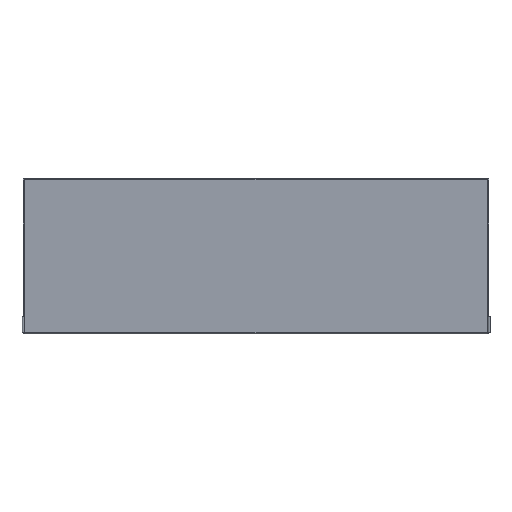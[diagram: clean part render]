
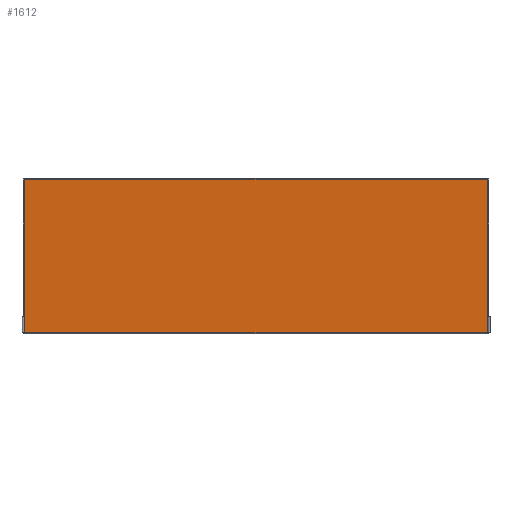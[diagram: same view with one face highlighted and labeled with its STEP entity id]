
A CAD part, top view. The second image highlights one B-rep face of the part: STEP entity #1612.
In plain terms, the highlighted planar face has unit normal (0, -0.087, 0.996).
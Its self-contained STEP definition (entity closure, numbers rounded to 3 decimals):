
#545 = CYLINDRICAL_SURFACE('',#546,1.);
#546 = AXIS2_PLACEMENT_3D('',#547,#548,#549);
#547 = CARTESIAN_POINT('',(2.5,-269.978,-40.901));
#548 = DIRECTION('',(0.,0.996,0.087));
#549 = DIRECTION('',(0.,0.087,-0.996));
#948 = VERTEX_POINT('',#949);
#949 = CARTESIAN_POINT('',(2.5,-269.891,-41.898));
#1035 = VERTEX_POINT('',#1036);
#1036 = CARTESIAN_POINT('',(2.5,-2.413,-18.496));
#1063 = EDGE_CURVE('',#948,#1035,#1064,.T.);
#1064 = SURFACE_CURVE('',#1065,(#1069,#1076),.PCURVE_S1.);
#1065 = LINE('',#1066,#1067);
#1066 = CARTESIAN_POINT('',(2.5,-269.891,-41.898));
#1067 = VECTOR('',#1068,1.);
#1068 = DIRECTION('',(0.,0.996,0.087));
#1069 = PCURVE('',#545,#1070);
#1070 = DEFINITIONAL_REPRESENTATION('',(#1071),#1075);
#1071 = LINE('',#1072,#1073);
#1072 = CARTESIAN_POINT('',(0.,0.));
#1073 = VECTOR('',#1074,1.);
#1074 = DIRECTION('',(0.,1.));
#1075 = ( GEOMETRIC_REPRESENTATION_CONTEXT(2) 
PARAMETRIC_REPRESENTATION_CONTEXT() REPRESENTATION_CONTEXT('2D SPACE',''
  ) );
#1076 = PCURVE('',#1077,#1082);
#1077 = PLANE('',#1078);
#1078 = AXIS2_PLACEMENT_3D('',#1079,#1080,#1081);
#1079 = CARTESIAN_POINT('',(407.,-136.152,-30.197));
#1080 = DIRECTION('',(0.,0.087,-0.996));
#1081 = DIRECTION('',(0.,0.996,0.087));
#1082 = DEFINITIONAL_REPRESENTATION('',(#1083),#1087);
#1083 = LINE('',#1084,#1085);
#1084 = CARTESIAN_POINT('',(-134.25,-404.5));
#1085 = VECTOR('',#1086,1.);
#1086 = DIRECTION('',(1.,0.));
#1087 = ( GEOMETRIC_REPRESENTATION_CONTEXT(2) 
PARAMETRIC_REPRESENTATION_CONTEXT() REPRESENTATION_CONTEXT('2D SPACE',''
  ) );
#1549 = CYLINDRICAL_SURFACE('',#1550,2.5);
#1550 = AXIS2_PLACEMENT_3D('',#1551,#1552,#1553);
#1551 = CARTESIAN_POINT('',(811.5,-269.673,-44.388));
#1552 = DIRECTION('',(-1.,0.,0.));
#1553 = DIRECTION('',(0.,-0.087,0.996));
#1578 = CYLINDRICAL_SURFACE('',#1579,1.);
#1579 = AXIS2_PLACEMENT_3D('',#1580,#1581,#1582);
#1580 = CARTESIAN_POINT('',(814.,-2.5,-17.5));
#1581 = DIRECTION('',(-1.,0.,0.));
#1582 = DIRECTION('',(0.,1.,0.));
#1612 = ADVANCED_FACE('',(#1613),#1077,.F.);
#1613 = FACE_BOUND('',#1614,.F.);
#1614 = EDGE_LOOP('',(#1615,#1638,#1666,#1687));
#1615 = ORIENTED_EDGE('',*,*,#1616,.T.);
#1616 = EDGE_CURVE('',#1035,#1617,#1619,.T.);
#1617 = VERTEX_POINT('',#1618);
#1618 = CARTESIAN_POINT('',(811.5,-2.413,-18.496));
#1619 = SURFACE_CURVE('',#1620,(#1624,#1631),.PCURVE_S1.);
#1620 = LINE('',#1621,#1622);
#1621 = CARTESIAN_POINT('',(2.5,-2.413,-18.496));
#1622 = VECTOR('',#1623,1.);
#1623 = DIRECTION('',(1.,0.,0.));
#1624 = PCURVE('',#1077,#1625);
#1625 = DEFINITIONAL_REPRESENTATION('',(#1626),#1630);
#1626 = LINE('',#1627,#1628);
#1627 = CARTESIAN_POINT('',(134.25,-404.5));
#1628 = VECTOR('',#1629,1.);
#1629 = DIRECTION('',(0.,1.));
#1630 = ( GEOMETRIC_REPRESENTATION_CONTEXT(2) 
PARAMETRIC_REPRESENTATION_CONTEXT() REPRESENTATION_CONTEXT('2D SPACE',''
  ) );
#1631 = PCURVE('',#1578,#1632);
#1632 = DEFINITIONAL_REPRESENTATION('',(#1633),#1637);
#1633 = LINE('',#1634,#1635);
#1634 = CARTESIAN_POINT('',(1.484,811.5));
#1635 = VECTOR('',#1636,1.);
#1636 = DIRECTION('',(-0.,-1.));
#1637 = ( GEOMETRIC_REPRESENTATION_CONTEXT(2) 
PARAMETRIC_REPRESENTATION_CONTEXT() REPRESENTATION_CONTEXT('2D SPACE',''
  ) );
#1638 = ORIENTED_EDGE('',*,*,#1639,.T.);
#1639 = EDGE_CURVE('',#1617,#1640,#1642,.T.);
#1640 = VERTEX_POINT('',#1641);
#1641 = CARTESIAN_POINT('',(811.5,-269.891,-41.898));
#1642 = SURFACE_CURVE('',#1643,(#1647,#1654),.PCURVE_S1.);
#1643 = LINE('',#1644,#1645);
#1644 = CARTESIAN_POINT('',(811.5,-2.413,-18.496));
#1645 = VECTOR('',#1646,1.);
#1646 = DIRECTION('',(0.,-0.996,-0.087));
#1647 = PCURVE('',#1077,#1648);
#1648 = DEFINITIONAL_REPRESENTATION('',(#1649),#1653);
#1649 = LINE('',#1650,#1651);
#1650 = CARTESIAN_POINT('',(134.25,404.5));
#1651 = VECTOR('',#1652,1.);
#1652 = DIRECTION('',(-1.,0.));
#1653 = ( GEOMETRIC_REPRESENTATION_CONTEXT(2) 
PARAMETRIC_REPRESENTATION_CONTEXT() REPRESENTATION_CONTEXT('2D SPACE',''
  ) );
#1654 = PCURVE('',#1655,#1660);
#1655 = CYLINDRICAL_SURFACE('',#1656,1.);
#1656 = AXIS2_PLACEMENT_3D('',#1657,#1658,#1659);
#1657 = CARTESIAN_POINT('',(811.5,-2.5,-17.5));
#1658 = DIRECTION('',(0.,-0.996,-0.087));
#1659 = DIRECTION('',(0.,0.087,-0.996));
#1660 = DEFINITIONAL_REPRESENTATION('',(#1661),#1665);
#1661 = LINE('',#1662,#1663);
#1662 = CARTESIAN_POINT('',(0.,0.));
#1663 = VECTOR('',#1664,1.);
#1664 = DIRECTION('',(0.,1.));
#1665 = ( GEOMETRIC_REPRESENTATION_CONTEXT(2) 
PARAMETRIC_REPRESENTATION_CONTEXT() REPRESENTATION_CONTEXT('2D SPACE',''
  ) );
#1666 = ORIENTED_EDGE('',*,*,#1667,.T.);
#1667 = EDGE_CURVE('',#1640,#948,#1668,.T.);
#1668 = SURFACE_CURVE('',#1669,(#1673,#1680),.PCURVE_S1.);
#1669 = LINE('',#1670,#1671);
#1670 = CARTESIAN_POINT('',(811.5,-269.891,-41.898));
#1671 = VECTOR('',#1672,1.);
#1672 = DIRECTION('',(-1.,0.,0.));
#1673 = PCURVE('',#1077,#1674);
#1674 = DEFINITIONAL_REPRESENTATION('',(#1675),#1679);
#1675 = LINE('',#1676,#1677);
#1676 = CARTESIAN_POINT('',(-134.25,404.5));
#1677 = VECTOR('',#1678,1.);
#1678 = DIRECTION('',(0.,-1.));
#1679 = ( GEOMETRIC_REPRESENTATION_CONTEXT(2) 
PARAMETRIC_REPRESENTATION_CONTEXT() REPRESENTATION_CONTEXT('2D SPACE',''
  ) );
#1680 = PCURVE('',#1549,#1681);
#1681 = DEFINITIONAL_REPRESENTATION('',(#1682),#1686);
#1682 = LINE('',#1683,#1684);
#1683 = CARTESIAN_POINT('',(-0.,0.));
#1684 = VECTOR('',#1685,1.);
#1685 = DIRECTION('',(-0.,1.));
#1686 = ( GEOMETRIC_REPRESENTATION_CONTEXT(2) 
PARAMETRIC_REPRESENTATION_CONTEXT() REPRESENTATION_CONTEXT('2D SPACE',''
  ) );
#1687 = ORIENTED_EDGE('',*,*,#1063,.T.);
